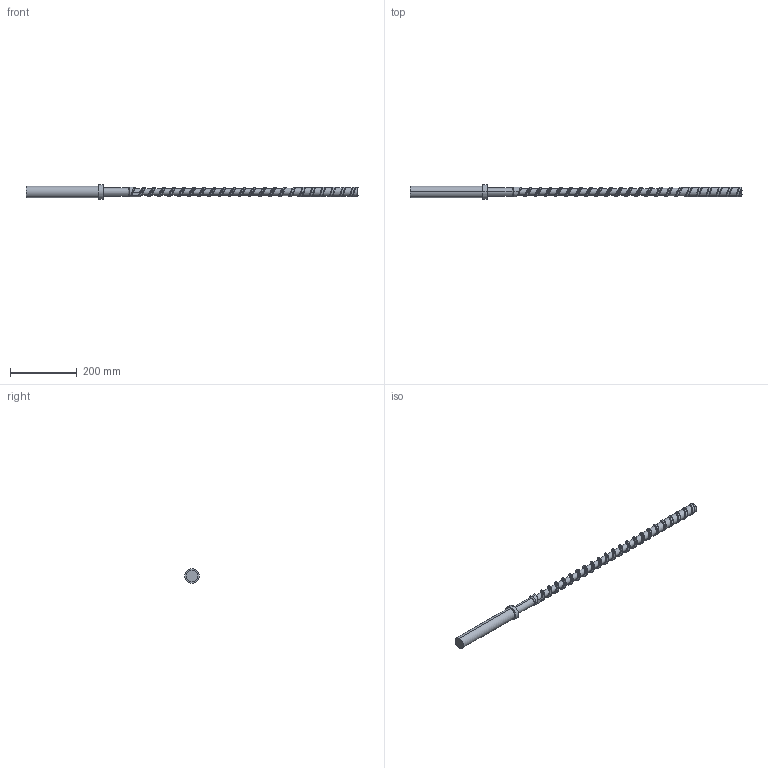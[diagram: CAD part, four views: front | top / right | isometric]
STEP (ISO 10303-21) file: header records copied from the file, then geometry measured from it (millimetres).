
FILE_DESCRIPTION (( 'STEP AP203' ), '1' );
FILE_NAME ('v4_screw-plastichub.step', '2024-08-08T09:15:20', ( '' ), ( '' ), 'SwSTEP 2.0', 'SolidWorks 2022', '' );
FILE_SCHEMA (( 'CONFIG_CONTROL_DESIGN' ));
Length unit declared in the file: millimetre
Products named in the file (1): v4_screw-plastichub
Bounding box: 991.6 x 43 x 43 mm (x, y, z)
Volume: 539073.6 mm3; surface area: 94587.8 mm2
Topology: 1 solids, 1 shells, 90 faces, 235 edges, 147 vertices
Faces by surface type: cylinder 56, bspline 22, plane 6, cone 4, torus 2
Entity records: 23584 total; most frequent: CARTESIAN_POINT 21746, ORIENTED_EDGE 466, DIRECTION 262, EDGE_CURVE 233, VERTEX_POINT 147, AXIS2_PLACEMENT_3D 97, EDGE_LOOP 92, ADVANCED_FACE 90
